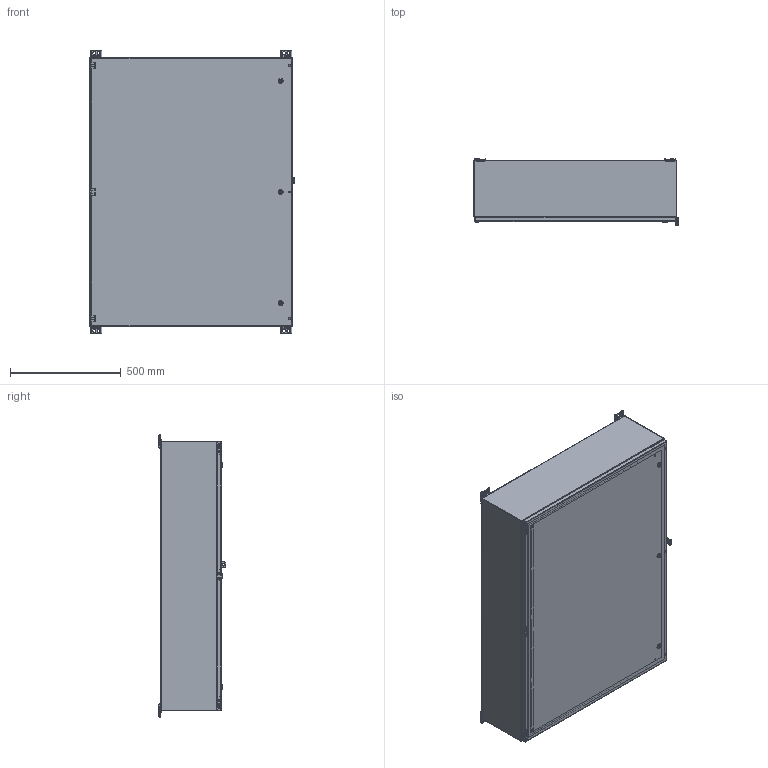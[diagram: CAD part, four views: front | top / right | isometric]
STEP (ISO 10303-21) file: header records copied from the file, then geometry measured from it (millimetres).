
FILE_DESCRIPTION( ( 'Unknown' ), '1' );
FILE_NAME( 'R483610_STEEL.stp', 'Unknown', ( 'Unknown' ), ( 'Unknown' ), 'PSStep 16.0.42', 'Unknown', ' ' );
FILE_SCHEMA( ( 'AUTOMOTIVE_DESIGN { 1 0 10303 214 1 1 1 1 }' ) );
Length unit declared in the file: millimetre
Products named in the file (53): LOCK AVEC TOURNEVIS TYPE 4-12 SANS CAME; HOSING-oa0; INSERT POUR TOURNEVIS-oa1; NOIX DE FIXATION-oa2; Oring-oa3; Oring-oa4; SEAL BLANC-oa5; STOPPER DESSOUS-oa6; VIS DE RETENUE DE LA CAME-oa7; 0.375 DIA; CAOUTCHOUC; METAL; A15KR; CAME R; AHR-PARTIE-PORTE; AHR - PARTIE PORTE LUG; AHR - TIGE; PATTE-RD; PATTE R; FW_0.3750; 3-8-16 x .750; HN_0.3750; PARTIE BOITIER; PROVISION BOITIER; SEAL PROVISION; NUT 10-32; 10-32 x 0.500-oa8; PARTIE COUVERCLE; PROVISION PORTE; 10-32 x 0.500; AHR-PARTIE-BOITIER; SEAL; AHR - PARTIE BOITIER; SET SCEW M6 x 1.000; NOIX M6; PATTE-R; R4836_14GA_COUVERCLE; 10-32 x 0.750 AC_CD 201-008-776; HN_no10; R4836C_14GA ...
Assembly tree (100 placements, depth 5):
  Assem1
    ARP4836_12GA
    R4836_14GA_COUVERCLE
      10-32 x 0.750 AC_CD 201-008-776  x4
      HN_no10  x2
      R4836C_14GA
      R4836_GASKET
      ESPACEUR-RAIL  x2
      RAIL-V48
      AHR-PARTIE-PORTE  x3
        AHR - PARTIE PORTE LUG
        AHR - TIGE
      A15KR  x3
        CAME R
        LOCK AVEC TOURNEVIS TYPE 4-12 SANS CAME
          HOSING-oa0
          INSERT POUR TOURNEVIS-oa1
          NOIX DE FIXATION-oa2
          Oring-oa3
          Oring-oa4
          SEAL BLANC-oa5
          STOPPER DESSOUS-oa6
          VIS DE RETENUE DE LA CAME-oa7
      PARTIE COUVERCLE
        PROVISION PORTE
        NUT 10-32
        10-32 x 0.500
    R483610-U_16GA_BOITIER
      BUMPER R 0.250-20  x3
      0.375-16 x 0.750 AC_CKL 118-510-340  x8
      FW_0.3750  x8
      HN_0.3750  x8
      FW_0.2500  x3
      HN_0.2500  x3
      Rxx3610H_16GA
      Rxx3610B_16GA
      R483610B-U_16GA
      AHR-PARTIE-BOITIER  x3
        SEAL
        AHR - PARTIE BOITIER
        SET SCEW M6 x 1.000
        NOIX M6
      PATTE-RD  x2
        PATTE R
        FW_0.3750
        3-8-16 x .750
        HN_0.3750
        0.375 DIA
          CAOUTCHOUC
          METAL
      PATTE-R  x2
        PATTE R
        FW_0.3750
        3-8-16 x .750
        HN_0.3750
        0.375 DIA
          CAOUTCHOUC
          METAL
      PARTIE BOITIER
        PROVISION BOITIER
Bounding box: 921.56 x 304.67 x 1276.76 mm (x, y, z)
Volume: 9224388 mm3; surface area: 9550209.3 mm2
Topology: 124 solids, 124 shells, 4947 faces, 12023 edges, 7677 vertices
Faces by surface type: plane 2773, cylinder 904, bspline 423, extrusion 388, cone 237, torus 170, sphere 52
Full cylindrical faces by diameter (mm): 0.346 x6, 0.508 x4, 0.794 x8, 3.023 x14, 3.15 x2, 3.175 x14, 4.039 x4, 4.623 x2, 4.682 x44, 4.826 x10, 5.055 x1, 5.1 x3, 5.105 x1, 5.567 x2, 5.842 x3, 5.918 x6, 5.994 x4, 6 x3, 6.096 x6, 6.1 x9, 6.35 x6, 6.502 x4, 6.731 x6, 6.985 x3, 7.137 x5, 7.925 x2, 8.664 x2, 8.7 x3, 8.966 x8, 9 x3
Entity records: 161888 total; most frequent: CARTESIAN_POINT 72370, ORIENTED_EDGE 14116, DIRECTION 10487, EDGE_CURVE 7058, VERTEX_POINT 4768, EDGE_LOOP 3849, AXIS2_PLACEMENT_3D 3497, VECTOR 3493
